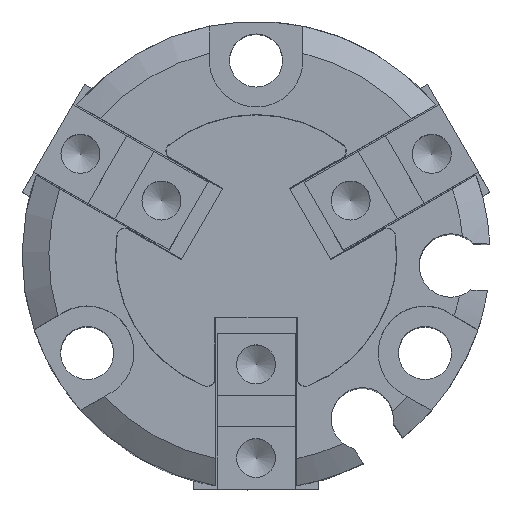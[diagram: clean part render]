
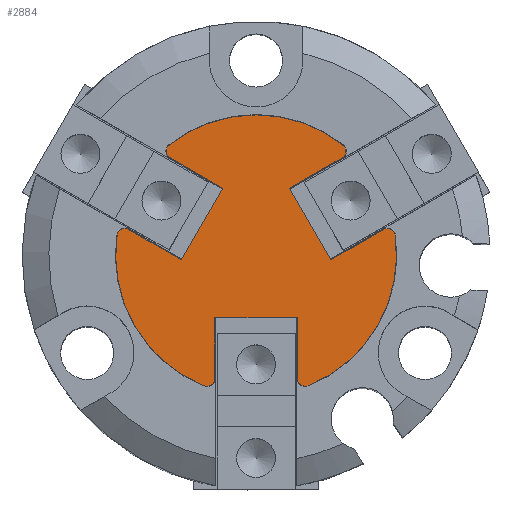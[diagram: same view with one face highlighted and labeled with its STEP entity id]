
A CAD part, top view. The second image highlights one B-rep face of the part: STEP entity #2884.
In plain terms, the highlighted planar face has unit normal (0, 0, 1).
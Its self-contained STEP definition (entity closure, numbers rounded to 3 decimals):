
#18=PLANE('',#3105);
#239=FACE_OUTER_BOUND('',#426,.T.);
#426=EDGE_LOOP('',(#2043,#2044,#2045,#2046,#2047,#2048,#2049,#2050,#2051,
#2052,#2053,#2054,#2055,#2056,#2057,#2058,#2059,#2060));
#594=LINE('',#4366,#867);
#595=LINE('',#4368,#868);
#596=LINE('',#4369,#869);
#597=LINE('',#4375,#870);
#598=LINE('',#4377,#871);
#599=LINE('',#4379,#872);
#600=LINE('',#4387,#873);
#601=LINE('',#4389,#874);
#602=LINE('',#4391,#875);
#867=VECTOR('',#3504,3.895);
#868=VECTOR('',#3505,5.3);
#869=VECTOR('',#3506,3.895);
#870=VECTOR('',#3511,3.895);
#871=VECTOR('',#3512,5.3);
#872=VECTOR('',#3513,3.895);
#873=VECTOR('',#3520,3.895);
#874=VECTOR('',#3521,5.3);
#875=VECTOR('',#3522,3.895);
#1125=CIRCLE('',#3018,0.5);
#1131=CIRCLE('',#3027,9.);
#1176=CIRCLE('',#3106,9.);
#1177=CIRCLE('',#3107,0.5);
#1178=CIRCLE('',#3108,0.5);
#1179=CIRCLE('',#3109,9.);
#1180=CIRCLE('',#3110,0.5);
#1181=CIRCLE('',#3111,0.5);
#1182=CIRCLE('',#3112,0.5);
#1249=VERTEX_POINT('',#4166);
#1250=VERTEX_POINT('',#4168);
#1261=VERTEX_POINT('',#4193);
#1262=VERTEX_POINT('',#4195);
#1319=VERTEX_POINT('',#4364);
#1320=VERTEX_POINT('',#4365);
#1321=VERTEX_POINT('',#4367);
#1322=VERTEX_POINT('',#4370);
#1323=VERTEX_POINT('',#4372);
#1324=VERTEX_POINT('',#4374);
#1325=VERTEX_POINT('',#4376);
#1326=VERTEX_POINT('',#4378);
#1327=VERTEX_POINT('',#4380);
#1328=VERTEX_POINT('',#4382);
#1329=VERTEX_POINT('',#4384);
#1330=VERTEX_POINT('',#4386);
#1331=VERTEX_POINT('',#4388);
#1332=VERTEX_POINT('',#4390);
#1540=EDGE_CURVE('',#1250,#1249,#1125,.T.);
#1552=EDGE_CURVE('',#1262,#1261,#1131,.T.);
#1610=EDGE_CURVE('',#1319,#1320,#594,.T.);
#1611=EDGE_CURVE('',#1320,#1321,#595,.T.);
#1612=EDGE_CURVE('',#1321,#1250,#596,.T.);
#1613=EDGE_CURVE('',#1249,#1322,#1176,.T.);
#1614=EDGE_CURVE('',#1322,#1323,#1177,.T.);
#1615=EDGE_CURVE('',#1323,#1324,#597,.T.);
#1616=EDGE_CURVE('',#1324,#1325,#598,.T.);
#1617=EDGE_CURVE('',#1325,#1326,#599,.T.);
#1618=EDGE_CURVE('',#1326,#1327,#1178,.T.);
#1619=EDGE_CURVE('',#1327,#1328,#1179,.T.);
#1620=EDGE_CURVE('',#1328,#1329,#1180,.T.);
#1621=EDGE_CURVE('',#1329,#1330,#600,.T.);
#1622=EDGE_CURVE('',#1330,#1331,#601,.T.);
#1623=EDGE_CURVE('',#1331,#1332,#602,.T.);
#1624=EDGE_CURVE('',#1332,#1262,#1181,.T.);
#1625=EDGE_CURVE('',#1261,#1319,#1182,.T.);
#2043=ORIENTED_EDGE('',*,*,#1610,.T.);
#2044=ORIENTED_EDGE('',*,*,#1611,.T.);
#2045=ORIENTED_EDGE('',*,*,#1612,.T.);
#2046=ORIENTED_EDGE('',*,*,#1540,.T.);
#2047=ORIENTED_EDGE('',*,*,#1613,.T.);
#2048=ORIENTED_EDGE('',*,*,#1614,.T.);
#2049=ORIENTED_EDGE('',*,*,#1615,.T.);
#2050=ORIENTED_EDGE('',*,*,#1616,.T.);
#2051=ORIENTED_EDGE('',*,*,#1617,.T.);
#2052=ORIENTED_EDGE('',*,*,#1618,.T.);
#2053=ORIENTED_EDGE('',*,*,#1619,.T.);
#2054=ORIENTED_EDGE('',*,*,#1620,.T.);
#2055=ORIENTED_EDGE('',*,*,#1621,.T.);
#2056=ORIENTED_EDGE('',*,*,#1622,.T.);
#2057=ORIENTED_EDGE('',*,*,#1623,.T.);
#2058=ORIENTED_EDGE('',*,*,#1624,.T.);
#2059=ORIENTED_EDGE('',*,*,#1552,.T.);
#2060=ORIENTED_EDGE('',*,*,#1625,.T.);
#2884=ADVANCED_FACE('',(#239),#18,.F.);
#3018=AXIS2_PLACEMENT_3D('',#4169,#3313,#3314);
#3027=AXIS2_PLACEMENT_3D('',#4196,#3337,#3338);
#3105=AXIS2_PLACEMENT_3D('',#4363,#3502,#3503);
#3106=AXIS2_PLACEMENT_3D('',#4371,#3507,#3508);
#3107=AXIS2_PLACEMENT_3D('',#4373,#3509,#3510);
#3108=AXIS2_PLACEMENT_3D('',#4381,#3514,#3515);
#3109=AXIS2_PLACEMENT_3D('',#4383,#3516,#3517);
#3110=AXIS2_PLACEMENT_3D('',#4385,#3518,#3519);
#3111=AXIS2_PLACEMENT_3D('',#4392,#3523,#3524);
#3112=AXIS2_PLACEMENT_3D('',#4393,#3525,#3526);
#3313=DIRECTION('center_axis',(0.,0.,1.));
#3314=DIRECTION('ref_axis',(1.,0.,0.));
#3337=DIRECTION('center_axis',(0.,0.,1.));
#3338=DIRECTION('ref_axis',(1.,0.,0.));
#3502=DIRECTION('center_axis',(0.,0.,-1.));
#3503=DIRECTION('ref_axis',(-1.,0.,0.));
#3504=DIRECTION('',(-0.866,-0.5,0.));
#3505=DIRECTION('',(-0.5,0.866,0.));
#3506=DIRECTION('',(0.866,0.5,0.));
#3507=DIRECTION('center_axis',(0.,0.,1.));
#3508=DIRECTION('ref_axis',(1.,0.,0.));
#3509=DIRECTION('center_axis',(0.,0.,1.));
#3510=DIRECTION('ref_axis',(1.,0.,0.));
#3511=DIRECTION('',(0.866,-0.5,0.));
#3512=DIRECTION('',(-0.5,-0.866,0.));
#3513=DIRECTION('',(-0.866,0.5,0.));
#3514=DIRECTION('center_axis',(0.,0.,1.));
#3515=DIRECTION('ref_axis',(1.,0.,0.));
#3516=DIRECTION('center_axis',(0.,0.,1.));
#3517=DIRECTION('ref_axis',(1.,0.,0.));
#3518=DIRECTION('center_axis',(0.,0.,1.));
#3519=DIRECTION('ref_axis',(1.,0.,0.));
#3520=DIRECTION('',(0.,1.,0.));
#3521=DIRECTION('',(1.,0.,0.));
#3522=DIRECTION('',(0.,-1.,0.));
#3523=DIRECTION('center_axis',(0.,0.,1.));
#3524=DIRECTION('ref_axis',(1.,0.,0.));
#3525=DIRECTION('center_axis',(0.,0.,1.));
#3526=DIRECTION('ref_axis',(1.,0.,0.));
#4166=CARTESIAN_POINT('',(5.697,12.036,0.));
#4168=CARTESIAN_POINT('',(5.638,11.211,0.));
#4169=CARTESIAN_POINT('Origin',(5.388,11.644,0.));
#4193=CARTESIAN_POINT('',(9.032,6.26,0.));
#4195=CARTESIAN_POINT('',(3.461,-3.391,0.));
#4196=CARTESIAN_POINT('Origin',(0.125,4.968,0.));
#4363=CARTESIAN_POINT('Origin',(0.125,13.968,0.));
#4364=CARTESIAN_POINT('',(8.288,6.621,0.));
#4365=CARTESIAN_POINT('',(4.915,4.673,0.));
#4366=CARTESIAN_POINT('',(8.288,6.621,0.));
#4367=CARTESIAN_POINT('',(2.265,9.263,0.));
#4368=CARTESIAN_POINT('',(4.915,4.673,0.));
#4369=CARTESIAN_POINT('',(2.265,9.263,0.));
#4370=CARTESIAN_POINT('',(-5.446,12.036,0.));
#4371=CARTESIAN_POINT('Origin',(0.125,4.968,0.));
#4372=CARTESIAN_POINT('',(-5.387,11.211,0.));
#4373=CARTESIAN_POINT('Origin',(-5.137,11.644,0.));
#4374=CARTESIAN_POINT('',(-2.014,9.263,0.));
#4375=CARTESIAN_POINT('',(-5.387,11.211,0.));
#4376=CARTESIAN_POINT('',(-4.664,4.673,0.));
#4377=CARTESIAN_POINT('',(-2.014,9.263,0.));
#4378=CARTESIAN_POINT('',(-8.037,6.621,0.));
#4379=CARTESIAN_POINT('',(-4.664,4.673,0.));
#4380=CARTESIAN_POINT('',(-8.781,6.26,0.));
#4381=CARTESIAN_POINT('Origin',(-8.287,6.188,0.));
#4382=CARTESIAN_POINT('',(-3.21,-3.391,0.));
#4383=CARTESIAN_POINT('Origin',(0.125,4.968,0.));
#4384=CARTESIAN_POINT('',(-2.525,-2.926,0.));
#4385=CARTESIAN_POINT('Origin',(-3.025,-2.926,0.));
#4386=CARTESIAN_POINT('',(-2.525,0.968,0.));
#4387=CARTESIAN_POINT('',(-2.525,-2.926,0.));
#4388=CARTESIAN_POINT('',(2.775,0.968,0.));
#4389=CARTESIAN_POINT('',(-2.525,0.968,0.));
#4390=CARTESIAN_POINT('',(2.775,-2.926,0.));
#4391=CARTESIAN_POINT('',(2.775,0.968,0.));
#4392=CARTESIAN_POINT('Origin',(3.275,-2.926,0.));
#4393=CARTESIAN_POINT('Origin',(8.538,6.188,0.));
